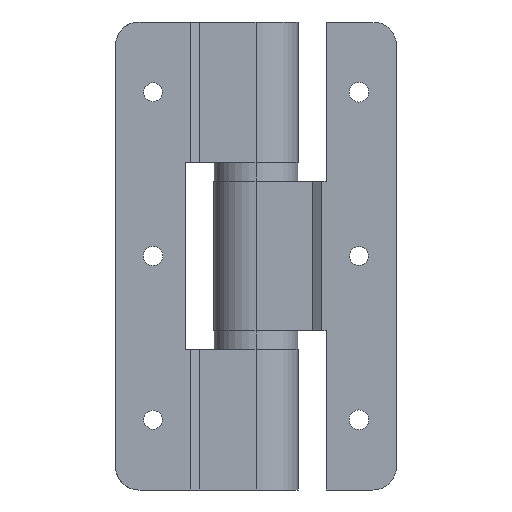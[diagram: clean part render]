
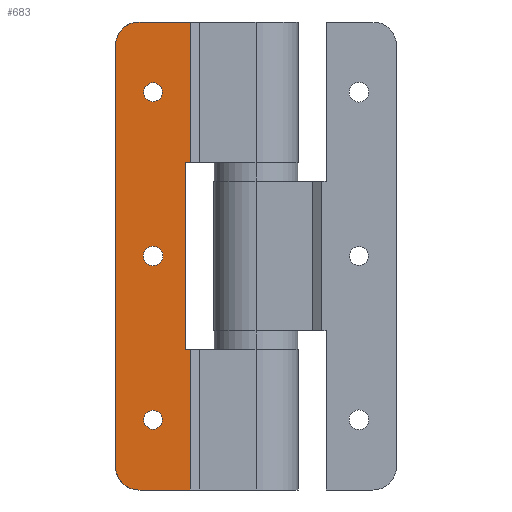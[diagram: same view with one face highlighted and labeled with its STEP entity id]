
A CAD part, front view. The second image highlights one B-rep face of the part: STEP entity #683.
In plain terms, the highlighted planar face has unit normal (0, -1, 0).
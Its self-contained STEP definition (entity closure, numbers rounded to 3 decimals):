
#8 = VERTEX_POINT ( 'NONE', #1894 ) ;
#26 = VERTEX_POINT ( 'NONE', #1905 ) ;
#37 = VERTEX_POINT ( 'NONE', #1909 ) ;
#39 = VERTEX_POINT ( 'NONE', #1910 ) ;
#40 = VERTEX_POINT ( 'NONE', #1911 ) ;
#46 = VERTEX_POINT ( 'NONE', #1913 ) ;
#55 = VERTEX_POINT ( 'NONE', #1917 ) ;
#61 = VERTEX_POINT ( 'NONE', #1918 ) ;
#72 = VERTEX_POINT ( 'NONE', #1923 ) ;
#75 = VERTEX_POINT ( 'NONE', #1924 ) ;
#564 = EDGE_CURVE ( 'NONE', #3041, #3040, #3579, .T. ) ;
#572 = EDGE_CURVE ( 'NONE', #3036, #3018, #3582, .T. ) ;
#637 = EDGE_CURVE ( 'NONE', #2987, #37, #3374, .T. ) ;
#663 = EDGE_CURVE ( 'NONE', #72, #46, #1642, .T. ) ;
#664 = EDGE_CURVE ( 'NONE', #55, #75, #2739, .T. ) ;
#665 = EDGE_CURVE ( 'NONE', #55, #2843, #2742, .T. ) ;
#666 = EDGE_CURVE ( 'NONE', #2843, #40, #2745, .T. ) ;
#667 = EDGE_CURVE ( 'NONE', #40, #61, #2748, .T. ) ;
#668 = EDGE_CURVE ( 'NONE', #8, #26, #1643, .T. ) ;
#683 = ADVANCED_FACE ( 'NONE', ( #3405, #3566, #3459, #3389 ), #2799, .F. ) ;
#695 = AXIS2_PLACEMENT_3D ( 'NONE', #2449, #2450, #2451 ) ;
#712 = AXIS2_PLACEMENT_3D ( 'NONE', #2424, #2425, #2426 ) ;
#960 = EDGE_CURVE ( 'NONE', #39, #61, #1058, .T. ) ;
#968 = EDGE_CURVE ( 'NONE', #8, #39, #1083, .T. ) ;
#971 = EDGE_CURVE ( 'NONE', #46, #75, #1092, .T. ) ;
#983 = EDGE_CURVE ( 'NONE', #26, #72, #1130, .T. ) ;
#985 = EDGE_CURVE ( 'NONE', #3040, #3041, #1650, .T. ) ;
#986 = EDGE_CURVE ( 'NONE', #3018, #3036, #1651, .T. ) ;
#987 = EDGE_CURVE ( 'NONE', #37, #2987, #1652, .T. ) ;
#1058 = LINE ( 'NONE', #1059, #3143 ) ;
#1059 = CARTESIAN_POINT ( 'NONE',  ( -14., -10.5, 50. ) ) ;
#1060 = DIRECTION ( 'NONE',  ( 0., 0., -1. ) ) ;
#1083 = LINE ( 'NONE', #1084, #3171 ) ;
#1084 = CARTESIAN_POINT ( 'NONE',  ( -14., -10.5, 50. ) ) ;
#1085 = DIRECTION ( 'NONE',  ( 1., 0., 0. ) ) ;
#1092 = LINE ( 'NONE', #1093, #3110 ) ;
#1093 = CARTESIAN_POINT ( 'NONE',  ( -14., -10.5, -50. ) ) ;
#1094 = DIRECTION ( 'NONE',  ( 1., 0., 0. ) ) ;
#1123 = CARTESIAN_POINT ( 'NONE',  ( -22., -10.5, -35. ) ) ;
#1130 = LINE ( 'NONE', #1131, #3127 ) ;
#1131 = CARTESIAN_POINT ( 'NONE',  ( -30., -10.5, 50. ) ) ;
#1132 = DIRECTION ( 'NONE',  ( 0., 0., -1. ) ) ;
#1136 = DIRECTION ( 'NONE',  ( 0., -1., 0. ) ) ;
#1137 = DIRECTION ( 'NONE',  ( 0., 0., -1. ) ) ;
#1138 = CARTESIAN_POINT ( 'NONE',  ( -22., -10.5, 35. ) ) ;
#1139 = DIRECTION ( 'NONE',  ( 0., -1., 0. ) ) ;
#1140 = DIRECTION ( 'NONE',  ( 0., 0., -1. ) ) ;
#1141 = CARTESIAN_POINT ( 'NONE',  ( -22., -10.5, 0. ) ) ;
#1142 = DIRECTION ( 'NONE',  ( 0., 1., 0. ) ) ;
#1143 = DIRECTION ( 'NONE',  ( -1., 0., 0. ) ) ;
#1144 = CARTESIAN_POINT ( 'NONE',  ( -15., -10.5, -20. ) ) ;
#1161 = CARTESIAN_POINT ( 'NONE',  ( -22., -10.5, -2.1 ) ) ;
#1176 = CARTESIAN_POINT ( 'NONE',  ( -22., -10.5, 33. ) ) ;
#1194 = CARTESIAN_POINT ( 'NONE',  ( -22., -10.5, 37. ) ) ;
#1198 = CARTESIAN_POINT ( 'NONE',  ( -22., -10.5, -37. ) ) ;
#1199 = CARTESIAN_POINT ( 'NONE',  ( -22., -10.5, -33. ) ) ;
#1642 = CIRCLE ( 'NONE', #3380, 5. ) ;
#1643 = CIRCLE ( 'NONE', #3556, 5. ) ;
#1650 = CIRCLE ( 'NONE', #3123, 2. ) ;
#1651 = CIRCLE ( 'NONE', #3190, 2. ) ;
#1652 = CIRCLE ( 'NONE', #3126, 2.1 ) ;
#1836 = ORIENTED_EDGE ( 'NONE', *, *, #985, .F. ) ;
#1837 = ORIENTED_EDGE ( 'NONE', *, *, #986, .F. ) ;
#1838 = ORIENTED_EDGE ( 'NONE', *, *, #987, .T. ) ;
#1839 = ORIENTED_EDGE ( 'NONE', *, *, #564, .F. ) ;
#1840 = ORIENTED_EDGE ( 'NONE', *, *, #983, .T. ) ;
#1841 = ORIENTED_EDGE ( 'NONE', *, *, #572, .F. ) ;
#1842 = ORIENTED_EDGE ( 'NONE', *, *, #971, .T. ) ;
#1843 = ORIENTED_EDGE ( 'NONE', *, *, #637, .T. ) ;
#1844 = ORIENTED_EDGE ( 'NONE', *, *, #663, .T. ) ;
#1845 = ORIENTED_EDGE ( 'NONE', *, *, #664, .F. ) ;
#1846 = ORIENTED_EDGE ( 'NONE', *, *, #666, .T. ) ;
#1847 = ORIENTED_EDGE ( 'NONE', *, *, #665, .T. ) ;
#1848 = ORIENTED_EDGE ( 'NONE', *, *, #667, .T. ) ;
#1849 = ORIENTED_EDGE ( 'NONE', *, *, #960, .F. ) ;
#1850 = ORIENTED_EDGE ( 'NONE', *, *, #668, .T. ) ;
#1851 = ORIENTED_EDGE ( 'NONE', *, *, #968, .F. ) ;
#1894 = CARTESIAN_POINT ( 'NONE',  ( -25., -10.5, 50. ) ) ;
#1905 = CARTESIAN_POINT ( 'NONE',  ( -30., -10.5, 45. ) ) ;
#1909 = CARTESIAN_POINT ( 'NONE',  ( -22., -10.5, 2.1 ) ) ;
#1910 = CARTESIAN_POINT ( 'NONE',  ( -14., -10.5, 50. ) ) ;
#1911 = CARTESIAN_POINT ( 'NONE',  ( -15., -10.5, 20. ) ) ;
#1913 = CARTESIAN_POINT ( 'NONE',  ( -25., -10.5, -50. ) ) ;
#1917 = CARTESIAN_POINT ( 'NONE',  ( -14., -10.5, -20. ) ) ;
#1918 = CARTESIAN_POINT ( 'NONE',  ( -14., -10.5, 20. ) ) ;
#1923 = CARTESIAN_POINT ( 'NONE',  ( -30., -10.5, -45. ) ) ;
#1924 = CARTESIAN_POINT ( 'NONE',  ( -14., -10.5, -50. ) ) ;
#2424 = CARTESIAN_POINT ( 'NONE',  ( -22., -10.5, -35. ) ) ;
#2425 = DIRECTION ( 'NONE',  ( 0., -1., 0. ) ) ;
#2426 = DIRECTION ( 'NONE',  ( 0., 0., -1. ) ) ;
#2449 = CARTESIAN_POINT ( 'NONE',  ( -22., -10.5, 35. ) ) ;
#2450 = DIRECTION ( 'NONE',  ( 0., -1., 0. ) ) ;
#2451 = DIRECTION ( 'NONE',  ( 0., 0., -1. ) ) ;
#2649 = CARTESIAN_POINT ( 'NONE',  ( -22., -10.5, 0. ) ) ;
#2656 = DIRECTION ( 'NONE',  ( 0., 1., 0. ) ) ;
#2657 = DIRECTION ( 'NONE',  ( -1., 0., 0. ) ) ;
#2732 = CARTESIAN_POINT ( 'NONE',  ( -25., -10.5, -45. ) ) ;
#2736 = DIRECTION ( 'NONE',  ( 0., -1., 0. ) ) ;
#2737 = DIRECTION ( 'NONE',  ( -1., 0., 0. ) ) ;
#2738 = CARTESIAN_POINT ( 'NONE',  ( -25., -10.5, 45. ) ) ;
#2739 = LINE ( 'NONE', #2740, #3425 ) ;
#2740 = CARTESIAN_POINT ( 'NONE',  ( -14., -10.5, 50. ) ) ;
#2741 = DIRECTION ( 'NONE',  ( 0., 0., -1. ) ) ;
#2742 = LINE ( 'NONE', #2743, #3481 ) ;
#2743 = CARTESIAN_POINT ( 'NONE',  ( -14., -10.5, -20. ) ) ;
#2744 = DIRECTION ( 'NONE',  ( -1., 0., 0. ) ) ;
#2745 = LINE ( 'NONE', #2746, #3561 ) ;
#2746 = CARTESIAN_POINT ( 'NONE',  ( -15., -10.5, 50. ) ) ;
#2747 = DIRECTION ( 'NONE',  ( 0., 0., 1. ) ) ;
#2748 = LINE ( 'NONE', #2749, #3551 ) ;
#2749 = CARTESIAN_POINT ( 'NONE',  ( -14., -10.5, 20. ) ) ;
#2750 = DIRECTION ( 'NONE',  ( 1., 0., 0. ) ) ;
#2751 = DIRECTION ( 'NONE',  ( 0., -1., 0. ) ) ;
#2752 = DIRECTION ( 'NONE',  ( -1., 0., 0. ) ) ;
#2799 = PLANE ( 'NONE',  #3457 ) ;
#2800 = CARTESIAN_POINT ( 'NONE',  ( -14., -10.5, 50. ) ) ;
#2801 = DIRECTION ( 'NONE',  ( 0., 1., 0. ) ) ;
#2802 = DIRECTION ( 'NONE',  ( -1., 0., 0. ) ) ;
#2843 = VERTEX_POINT ( 'NONE', #1144 ) ;
#2868 = EDGE_LOOP ( 'NONE', ( #1836, #1839 ) ) ;
#2953 = EDGE_LOOP ( 'NONE', ( #1838, #1843 ) ) ;
#2954 = EDGE_LOOP ( 'NONE', ( #1837, #1841 ) ) ;
#2955 = EDGE_LOOP ( 'NONE', ( #1840, #1844, #1842, #1845, #1847, #1846, #1848, #1849, #1851, #1850 ) ) ;
#2987 = VERTEX_POINT ( 'NONE', #1161 ) ;
#3018 = VERTEX_POINT ( 'NONE', #1176 ) ;
#3036 = VERTEX_POINT ( 'NONE', #1194 ) ;
#3040 = VERTEX_POINT ( 'NONE', #1198 ) ;
#3041 = VERTEX_POINT ( 'NONE', #1199 ) ;
#3110 = VECTOR ( 'NONE', #1094, 1000. ) ;
#3123 = AXIS2_PLACEMENT_3D ( 'NONE', #1123, #1136, #1137 ) ;
#3126 = AXIS2_PLACEMENT_3D ( 'NONE', #1141, #1142, #1143 ) ;
#3127 = VECTOR ( 'NONE', #1132, 1000. ) ;
#3143 = VECTOR ( 'NONE', #1060, 1000. ) ;
#3171 = VECTOR ( 'NONE', #1085, 1000. ) ;
#3190 = AXIS2_PLACEMENT_3D ( 'NONE', #1138, #1139, #1140 ) ;
#3374 = CIRCLE ( 'NONE', #3523, 2.1 ) ;
#3380 = AXIS2_PLACEMENT_3D ( 'NONE', #2732, #2736, #2737 ) ;
#3389 = FACE_OUTER_BOUND ( 'NONE', #2955, .T. ) ;
#3405 = FACE_BOUND ( 'NONE', #2868, .T. ) ;
#3425 = VECTOR ( 'NONE', #2741, 1000. ) ;
#3457 = AXIS2_PLACEMENT_3D ( 'NONE', #2800, #2801, #2802 ) ;
#3459 = FACE_BOUND ( 'NONE', #2953, .T. ) ;
#3481 = VECTOR ( 'NONE', #2744, 1000. ) ;
#3523 = AXIS2_PLACEMENT_3D ( 'NONE', #2649, #2656, #2657 ) ;
#3551 = VECTOR ( 'NONE', #2750, 1000. ) ;
#3556 = AXIS2_PLACEMENT_3D ( 'NONE', #2738, #2751, #2752 ) ;
#3561 = VECTOR ( 'NONE', #2747, 1000. ) ;
#3566 = FACE_BOUND ( 'NONE', #2954, .T. ) ;
#3579 = CIRCLE ( 'NONE', #712, 2. ) ;
#3582 = CIRCLE ( 'NONE', #695, 2. ) ;
